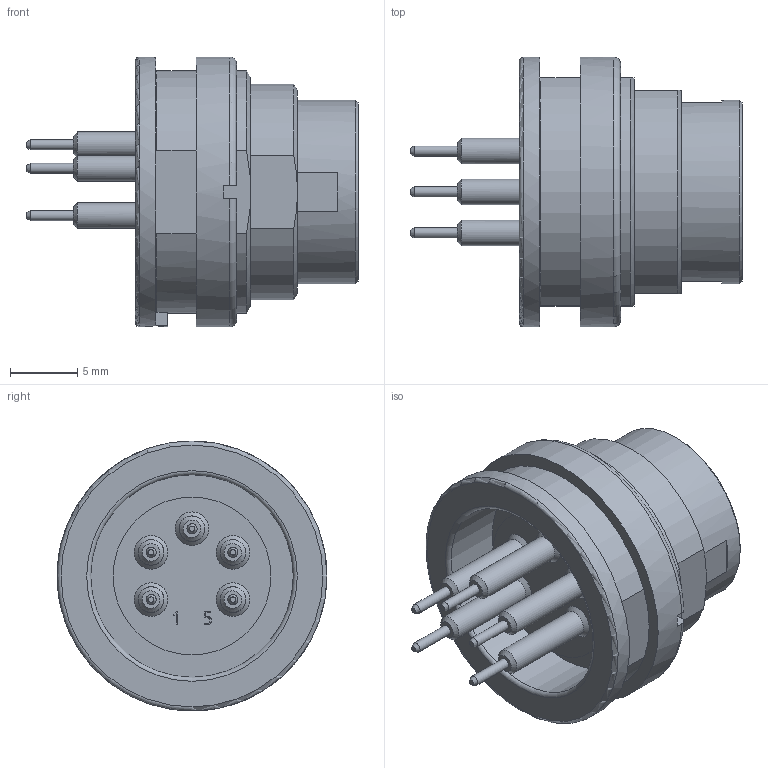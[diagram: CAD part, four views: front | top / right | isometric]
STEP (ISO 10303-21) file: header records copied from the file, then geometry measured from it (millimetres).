
FILE_DESCRIPTION(/* description */ (''),/* implementation_level */ '2;1');
FILE_NAME(/* name */ '09-0315-90-05_001_00.stp',/* time_stamp */ '2014-09-17T14:09:15+02:00',/* author */ (''),/* organization */ (''),/* preprocessor_version */ 'ST-DEVELOPER v14',/* originating_system */ 'SIEMENS PLM Software NX 8.0',/* authorisation */ '');
FILE_SCHEMA (('AUTOMOTIVE_DESIGN { 1 0 10303 214 3 1 1 1 }'));
Length unit declared in the file: millimetre
Products named in the file (1): sach0CE8A6CD1o6v
Bounding box: 24.6 x 20 x 20 mm (x, y, z)
Volume: 2361.6 mm3; surface area: 2943.1 mm2
Topology: 2 solids, 2 shells, 137 faces, 306 edges, 194 vertices
Faces by surface type: plane 51, cone 34, cylinder 28, bspline 11, torus 8, extrusion 5
Full cylindrical faces by diameter (mm): 0.75 x5, 1.49 x5, 1.9 x5, 11.7 x1, 12 x1, 13.6 x1, 15 x1, 17.188 x1, 18.1 x1, 20 x2
Entity records: 4011 total; most frequent: CARTESIAN_POINT 1316, DIRECTION 552, ORIENTED_EDGE 450, AXIS2_PLACEMENT_3D 244, EDGE_CURVE 225, EDGE_LOOP 223, VERTEX_POINT 176, FACE_BOUND 162
